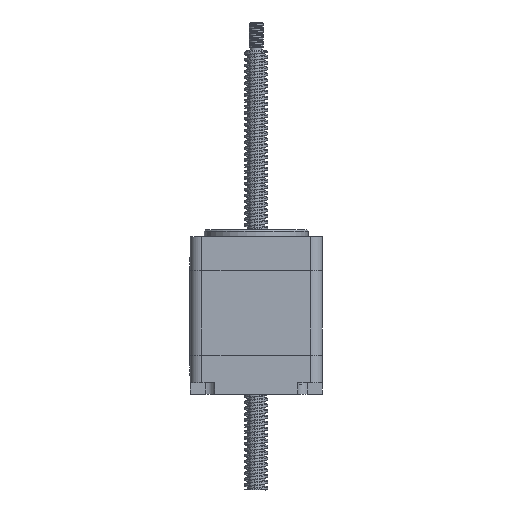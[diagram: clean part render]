
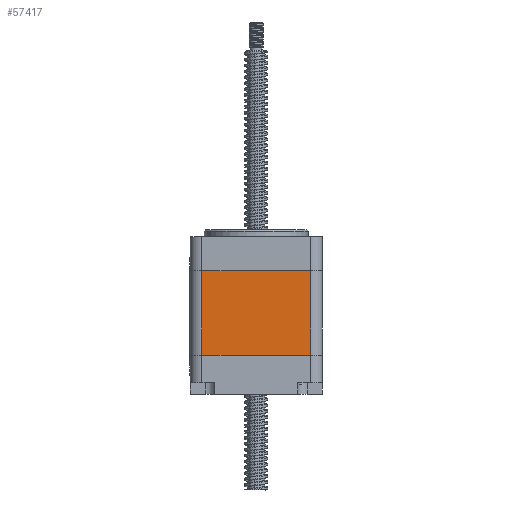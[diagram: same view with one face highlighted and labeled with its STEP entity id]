
A CAD part, front view. The second image highlights one B-rep face of the part: STEP entity #57417.
In plain terms, the highlighted planar face has unit normal (0, -1, 0).
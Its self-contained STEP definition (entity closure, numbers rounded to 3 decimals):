
#7497 = VECTOR ( 'NONE', #14750, 1000. ) ;
#8674 = EDGE_CURVE ( 'NONE', #38213, #70050, #12834, .T. ) ;
#9989 = DIRECTION ( 'NONE',  ( -1., 0., 0. ) ) ;
#11948 = VECTOR ( 'NONE', #9989, 1000. ) ;
#12799 = ORIENTED_EDGE ( 'NONE', *, *, #73352, .T. ) ;
#12834 = LINE ( 'NONE', #64325, #68465 ) ;
#14750 = DIRECTION ( 'NONE',  ( 0., 0., -1. ) ) ;
#14871 = ORIENTED_EDGE ( 'NONE', *, *, #53424, .F. ) ;
#20306 = CARTESIAN_POINT ( 'NONE',  ( 0., -14., -11.5 ) ) ;
#24854 = ORIENTED_EDGE ( 'NONE', *, *, #64131, .T. ) ;
#28251 = DIRECTION ( 'NONE',  ( -1., 0., 0. ) ) ;
#30234 = LINE ( 'NONE', #81742, #11948 ) ;
#31646 = AXIS2_PLACEMENT_3D ( 'NONE', #45890, #71621, #72438 ) ;
#32026 = CARTESIAN_POINT ( 'NONE',  ( 17.85, -14., 11.5 ) ) ;
#32366 = PLANE ( 'NONE',  #31646 ) ;
#36808 = VERTEX_POINT ( 'NONE', #20306 ) ;
#37288 = VERTEX_POINT ( 'NONE', #55034 ) ;
#38213 = VERTEX_POINT ( 'NONE', #32026 ) ;
#44817 = VECTOR ( 'NONE', #28251, 1000. ) ;
#45890 = CARTESIAN_POINT ( 'NONE',  ( 17.85, -14., -11.5 ) ) ;
#52092 = DIRECTION ( 'NONE',  ( 0., 0., -1. ) ) ;
#52113 = ORIENTED_EDGE ( 'NONE', *, *, #8674, .F. ) ;
#53112 = CARTESIAN_POINT ( 'NONE',  ( 17.85, -14., -11.5 ) ) ;
#53424 = EDGE_CURVE ( 'NONE', #70050, #36808, #78079, .T. ) ;
#55034 = CARTESIAN_POINT ( 'NONE',  ( 0., -14., 11.5 ) ) ;
#57417 = ADVANCED_FACE ( 'NONE', ( #57661 ), #32366, .F. ) ;
#57661 = FACE_OUTER_BOUND ( 'NONE', #69008, .T. ) ;
#64131 = EDGE_CURVE ( 'NONE', #38213, #37288, #30234, .T. ) ;
#64325 = CARTESIAN_POINT ( 'NONE',  ( 17.85, -14., 11.5 ) ) ;
#68465 = VECTOR ( 'NONE', #52092, 1000. ) ;
#69008 = EDGE_LOOP ( 'NONE', ( #12799, #14871, #52113, #24854 ) ) ;
#70050 = VERTEX_POINT ( 'NONE', #53112 ) ;
#71621 = DIRECTION ( 'NONE',  ( 0., 1., 0. ) ) ;
#72152 = CARTESIAN_POINT ( 'NONE',  ( 17.85, -14., -11.5 ) ) ;
#72438 = DIRECTION ( 'NONE',  ( 0., 0., -1. ) ) ;
#73352 = EDGE_CURVE ( 'NONE', #37288, #36808, #78911, .T. ) ;
#74261 = CARTESIAN_POINT ( 'NONE',  ( 0., -14., 11.5 ) ) ;
#78079 = LINE ( 'NONE', #72152, #44817 ) ;
#78911 = LINE ( 'NONE', #74261, #7497 ) ;
#81742 = CARTESIAN_POINT ( 'NONE',  ( 17.85, -14., 11.5 ) ) ;
